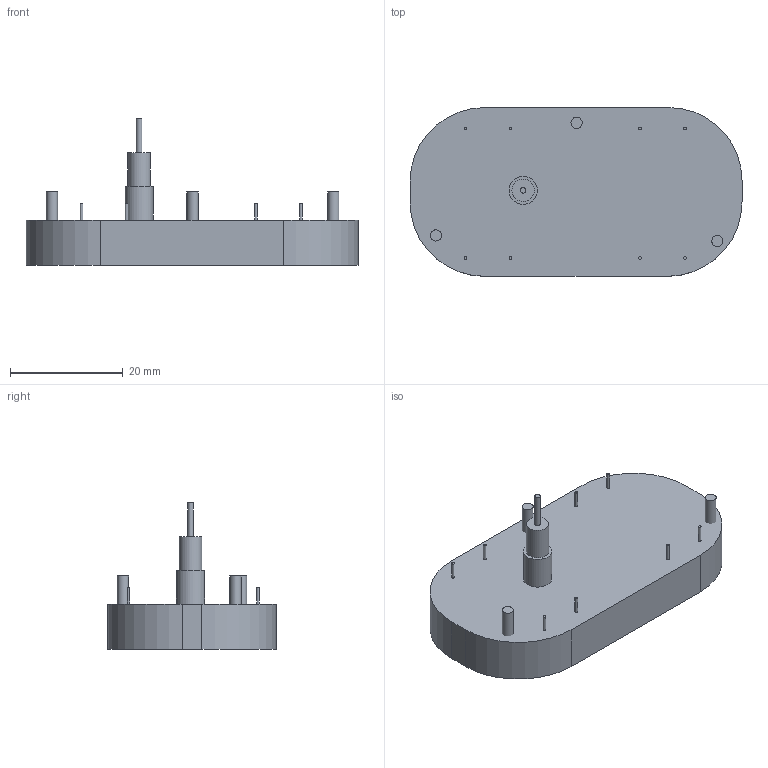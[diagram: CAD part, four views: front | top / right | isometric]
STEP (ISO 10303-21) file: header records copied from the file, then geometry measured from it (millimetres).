
FILE_DESCRIPTION(/* description */ (''),/* implementation_level */ '2;1');
FILE_NAME(/* name */ 'vid28.step',/* time_stamp */ '2019-11-11T07:44:27+01:00',/* author */ (''),/* organization */ (''),/* preprocessor_version */ 'ST-DEVELOPER v15.2',/* originating_system */ 'Autodesk Translator Framework v2.0.0.5431',/* authorisation */ '');
FILE_SCHEMA (('AUTOMOTIVE_DESIGN { 1 0 10303 214 3 1 1 }'));
Length unit declared in the file: centimetre
Products named in the file (1): VID28
Bounding box: 59 x 30 x 26 mm (x, y, z)
Volume: 13290.8 mm3; surface area: 5043.5 mm2
Topology: 15 solids, 15 shells, 52 faces, 75 edges, 53 vertices
Faces by surface type: plane 34, cylinder 18
Full cylindrical faces by diameter (mm): 0.5 x8, 1 x1, 2 x3, 4 x1, 5 x1
Entity records: 1029 total; most frequent: DIRECTION 194, CARTESIAN_POINT 149, ORIENTED_EDGE 104, AXIS2_PLACEMENT_3D 89, EDGE_LOOP 66, FACE_OUTER_BOUND 52, EDGE_CURVE 52, ADVANCED_FACE 52
